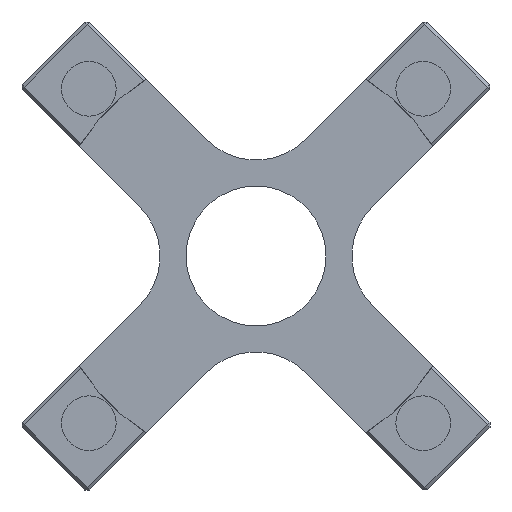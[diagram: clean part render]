
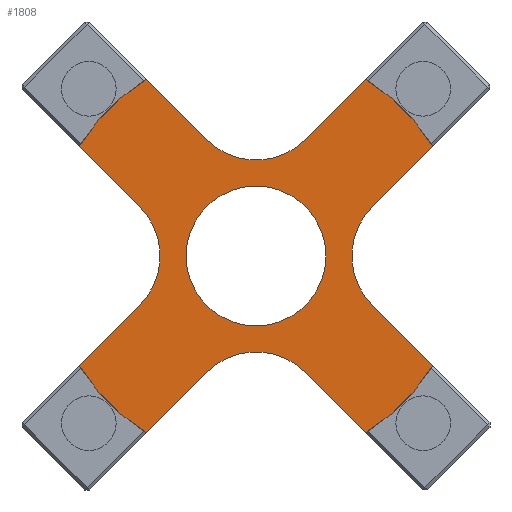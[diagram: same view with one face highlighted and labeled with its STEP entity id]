
A CAD part, front view. The second image highlights one B-rep face of the part: STEP entity #1808.
In plain terms, the highlighted face is planar.
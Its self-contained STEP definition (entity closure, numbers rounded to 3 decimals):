
#75=FACE_BOUND('',#302,.T.);
#93=PLANE('',#2023);
#188=FACE_OUTER_BOUND('',#301,.T.);
#301=EDGE_LOOP('',(#1291,#1292,#1293,#1294,#1295,#1296,#1297,#1298,#1299,
#1300,#1301,#1302,#1303,#1304,#1305,#1306));
#302=EDGE_LOOP('',(#1307));
#436=LINE('',#2848,#609);
#437=LINE('',#2851,#610);
#438=LINE('',#2853,#611);
#439=LINE('',#2856,#612);
#440=LINE('',#2858,#613);
#441=LINE('',#2861,#614);
#442=LINE('',#2863,#615);
#443=LINE('',#2866,#616);
#609=VECTOR('',#2264,10.);
#610=VECTOR('',#2267,10.);
#611=VECTOR('',#2268,10.);
#612=VECTOR('',#2271,10.);
#613=VECTOR('',#2272,10.);
#614=VECTOR('',#2275,10.);
#615=VECTOR('',#2276,10.);
#616=VECTOR('',#2279,10.);
#774=CIRCLE('',#2002,10.25);
#775=CIRCLE('',#2004,30.5);
#778=CIRCLE('',#2012,30.5);
#780=CIRCLE('',#2017,30.5);
#781=CIRCLE('',#2019,30.5);
#783=CIRCLE('',#2024,10.);
#784=CIRCLE('',#2025,10.);
#785=CIRCLE('',#2026,10.);
#786=CIRCLE('',#2027,10.);
#845=VERTEX_POINT('',#2791);
#846=VERTEX_POINT('',#2795);
#848=VERTEX_POINT('',#2798);
#853=VERTEX_POINT('',#2809);
#857=VERTEX_POINT('',#2817);
#859=VERTEX_POINT('',#2822);
#863=VERTEX_POINT('',#2830);
#864=VERTEX_POINT('',#2834);
#866=VERTEX_POINT('',#2837);
#870=VERTEX_POINT('',#2847);
#871=VERTEX_POINT('',#2849);
#872=VERTEX_POINT('',#2852);
#873=VERTEX_POINT('',#2854);
#874=VERTEX_POINT('',#2857);
#875=VERTEX_POINT('',#2859);
#876=VERTEX_POINT('',#2862);
#877=VERTEX_POINT('',#2864);
#1006=EDGE_CURVE('',#845,#845,#774,.T.);
#1008=EDGE_CURVE('',#846,#848,#775,.T.);
#1018=EDGE_CURVE('',#857,#853,#778,.T.);
#1024=EDGE_CURVE('',#863,#859,#780,.T.);
#1026=EDGE_CURVE('',#864,#866,#781,.T.);
#1031=EDGE_CURVE('',#870,#864,#436,.T.);
#1032=EDGE_CURVE('',#871,#870,#783,.T.);
#1033=EDGE_CURVE('',#859,#871,#437,.T.);
#1034=EDGE_CURVE('',#872,#863,#438,.T.);
#1035=EDGE_CURVE('',#873,#872,#784,.T.);
#1036=EDGE_CURVE('',#853,#873,#439,.T.);
#1037=EDGE_CURVE('',#874,#857,#440,.T.);
#1038=EDGE_CURVE('',#875,#874,#785,.T.);
#1039=EDGE_CURVE('',#848,#875,#441,.T.);
#1040=EDGE_CURVE('',#876,#846,#442,.T.);
#1041=EDGE_CURVE('',#877,#876,#786,.T.);
#1042=EDGE_CURVE('',#866,#877,#443,.T.);
#1291=ORIENTED_EDGE('',*,*,#1031,.F.);
#1292=ORIENTED_EDGE('',*,*,#1032,.F.);
#1293=ORIENTED_EDGE('',*,*,#1033,.F.);
#1294=ORIENTED_EDGE('',*,*,#1024,.F.);
#1295=ORIENTED_EDGE('',*,*,#1034,.F.);
#1296=ORIENTED_EDGE('',*,*,#1035,.F.);
#1297=ORIENTED_EDGE('',*,*,#1036,.F.);
#1298=ORIENTED_EDGE('',*,*,#1018,.F.);
#1299=ORIENTED_EDGE('',*,*,#1037,.F.);
#1300=ORIENTED_EDGE('',*,*,#1038,.F.);
#1301=ORIENTED_EDGE('',*,*,#1039,.F.);
#1302=ORIENTED_EDGE('',*,*,#1008,.F.);
#1303=ORIENTED_EDGE('',*,*,#1040,.F.);
#1304=ORIENTED_EDGE('',*,*,#1041,.F.);
#1305=ORIENTED_EDGE('',*,*,#1042,.F.);
#1306=ORIENTED_EDGE('',*,*,#1026,.F.);
#1307=ORIENTED_EDGE('',*,*,#1006,.T.);
#1808=ADVANCED_FACE('',(#188,#75),#93,.F.);
#2002=AXIS2_PLACEMENT_3D('',#2793,#2212,#2213);
#2004=AXIS2_PLACEMENT_3D('',#2799,#2217,#2218);
#2012=AXIS2_PLACEMENT_3D('',#2819,#2236,#2237);
#2017=AXIS2_PLACEMENT_3D('',#2832,#2248,#2249);
#2019=AXIS2_PLACEMENT_3D('',#2838,#2253,#2254);
#2023=AXIS2_PLACEMENT_3D('',#2846,#2262,#2263);
#2024=AXIS2_PLACEMENT_3D('',#2850,#2265,#2266);
#2025=AXIS2_PLACEMENT_3D('',#2855,#2269,#2270);
#2026=AXIS2_PLACEMENT_3D('',#2860,#2273,#2274);
#2027=AXIS2_PLACEMENT_3D('',#2865,#2277,#2278);
#2212=DIRECTION('center_axis',(0.,0.,1.));
#2213=DIRECTION('ref_axis',(-1.,0.,0.));
#2217=DIRECTION('center_axis',(0.,0.,1.));
#2218=DIRECTION('ref_axis',(1.,0.,0.));
#2236=DIRECTION('center_axis',(0.,0.,1.));
#2237=DIRECTION('ref_axis',(1.,0.,0.));
#2248=DIRECTION('center_axis',(0.,0.,1.));
#2249=DIRECTION('ref_axis',(1.,0.,0.));
#2253=DIRECTION('center_axis',(0.,0.,1.));
#2254=DIRECTION('ref_axis',(1.,0.,0.));
#2262=DIRECTION('center_axis',(0.,0.,1.));
#2263=DIRECTION('ref_axis',(1.,0.,0.));
#2264=DIRECTION('',(0.707,0.707,0.));
#2265=DIRECTION('center_axis',(0.,0.,-1.));
#2266=DIRECTION('ref_axis',(-1.,0.,0.));
#2267=DIRECTION('',(-0.707,0.707,0.));
#2268=DIRECTION('',(0.707,-0.707,0.));
#2269=DIRECTION('center_axis',(0.,0.,-1.));
#2270=DIRECTION('ref_axis',(0.,1.,0.));
#2271=DIRECTION('',(0.707,0.707,0.));
#2272=DIRECTION('',(-0.707,-0.707,0.));
#2273=DIRECTION('center_axis',(0.,0.,-1.));
#2274=DIRECTION('ref_axis',(1.,0.,0.));
#2275=DIRECTION('',(0.707,-0.707,0.));
#2276=DIRECTION('',(-0.707,0.707,0.));
#2277=DIRECTION('center_axis',(0.,0.,-1.));
#2278=DIRECTION('ref_axis',(0.,-1.,0.));
#2279=DIRECTION('',(-0.707,-0.707,0.));
#2791=CARTESIAN_POINT('',(10.25,0.,5.));
#2793=CARTESIAN_POINT('Origin',(0.,0.,5.));
#2795=CARTESIAN_POINT('',(-16.041,25.941,5.));
#2798=CARTESIAN_POINT('',(-25.941,16.041,5.));
#2799=CARTESIAN_POINT('Origin',(0.,0.,5.));
#2809=CARTESIAN_POINT('',(-16.041,-25.941,5.));
#2817=CARTESIAN_POINT('',(-25.941,-16.041,5.));
#2819=CARTESIAN_POINT('Origin',(0.,0.,5.));
#2822=CARTESIAN_POINT('',(25.941,-16.041,5.));
#2830=CARTESIAN_POINT('',(16.041,-25.941,5.));
#2832=CARTESIAN_POINT('Origin',(0.,0.,5.));
#2834=CARTESIAN_POINT('',(25.941,16.041,5.));
#2837=CARTESIAN_POINT('',(16.041,25.941,5.));
#2838=CARTESIAN_POINT('Origin',(0.,0.,5.));
#2846=CARTESIAN_POINT('Origin',(0.,0.,5.));
#2847=CARTESIAN_POINT('',(16.971,7.071,5.));
#2848=CARTESIAN_POINT('',(7.425,-2.475,5.));
#2849=CARTESIAN_POINT('',(16.971,-7.071,5.));
#2850=CARTESIAN_POINT('Origin',(24.042,0.,
5.));
#2851=CARTESIAN_POINT('',(19.799,-9.899,5.));
#2852=CARTESIAN_POINT('',(7.071,-16.971,5.));
#2853=CARTESIAN_POINT('',(-2.475,-7.425,5.));
#2854=CARTESIAN_POINT('',(-7.071,-16.971,5.));
#2855=CARTESIAN_POINT('Origin',(0.,-24.042,
5.));
#2856=CARTESIAN_POINT('',(-9.899,-19.799,5.));
#2857=CARTESIAN_POINT('',(-16.971,-7.071,5.));
#2858=CARTESIAN_POINT('',(-7.425,2.475,5.));
#2859=CARTESIAN_POINT('',(-16.971,7.071,5.));
#2860=CARTESIAN_POINT('Origin',(-24.042,0.,
5.));
#2861=CARTESIAN_POINT('',(-19.799,9.899,5.));
#2862=CARTESIAN_POINT('',(-7.071,16.971,5.));
#2863=CARTESIAN_POINT('',(2.475,7.425,5.));
#2864=CARTESIAN_POINT('',(7.071,16.971,5.));
#2865=CARTESIAN_POINT('Origin',(0.,24.042,5.));
#2866=CARTESIAN_POINT('',(9.899,19.799,5.));
